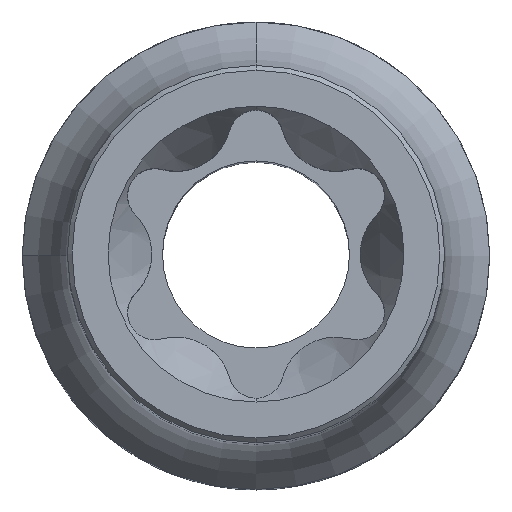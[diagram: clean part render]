
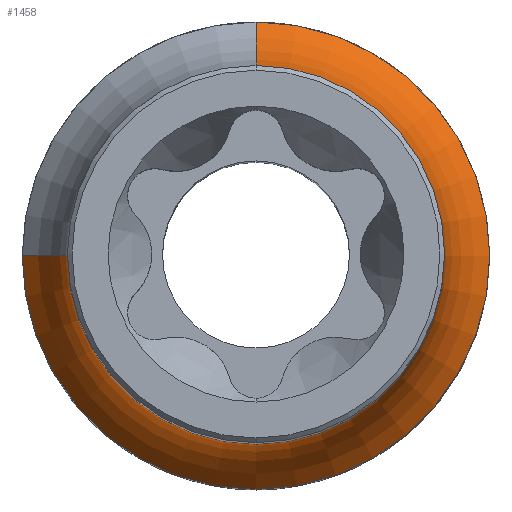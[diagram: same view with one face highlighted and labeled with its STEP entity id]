
A CAD part, top view. The second image highlights one B-rep face of the part: STEP entity #1458.
In plain terms, the highlighted toroidal (fillet/blend) face has major radius 22.1 mm and minor radius 10 mm.
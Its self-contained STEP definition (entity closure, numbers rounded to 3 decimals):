
#160=CARTESIAN_POINT('',(0.,0.,19.));
#161=DIRECTION('',(0.,0.,1.));
#162=DIRECTION('',(1.,0.,0.));
#163=AXIS2_PLACEMENT_3D('',#160,#161,#162);
#393=CARTESIAN_POINT('',(0.,0.,26.042));
#394=DIRECTION('',(0.,0.,1.));
#395=DIRECTION('',(0.,-1.,0.));
#396=AXIS2_PLACEMENT_3D('',#393,#394,#395);
#398=CARTESIAN_POINT('',(0.,0.,19.));
#399=DIRECTION('',(0.,0.,-1.));
#400=DIRECTION('',(1.,0.,0.));
#401=AXIS2_PLACEMENT_3D('',#398,#399,#400);
#403=CARTESIAN_POINT('',(-22.1,0.,26.042));
#404=DIRECTION('',(0.,-1.,0.));
#405=DIRECTION('',(0.71,0.,-0.704));
#406=AXIS2_PLACEMENT_3D('',#403,#404,#405);
#998=CARTESIAN_POINT('',(0.,0.,26.042));
#999=DIRECTION('',(0.,0.,1.));
#1000=DIRECTION('',(-1.,0.,0.));
#1001=AXIS2_PLACEMENT_3D('',#998,#999,#1000);
#1008=CARTESIAN_POINT('',(0.,22.1,26.042));
#1009=DIRECTION('',(-1.,0.,0.));
#1010=DIRECTION('',(0.,-0.71,-0.704));
#1011=AXIS2_PLACEMENT_3D('',#1008,#1009,#1010);
#1104=CARTESIAN_POINT('',(15.,0.,19.));
#1105=CARTESIAN_POINT('',(0.,15.,19.));
#1106=VERTEX_POINT('',#1104);
#1107=VERTEX_POINT('',#1105);
#1108=CARTESIAN_POINT('',(-15.,0.,19.));
#1109=VERTEX_POINT('',#1108);
#1110=CARTESIAN_POINT('',(0.,12.1,26.042));
#1111=CARTESIAN_POINT('',(-12.1,0.,26.042));
#1112=VERTEX_POINT('',#1110);
#1113=VERTEX_POINT('',#1111);
#1114=CARTESIAN_POINT('',(0.,-12.1,26.042));
#1115=VERTEX_POINT('',#1114);
#1441=CARTESIAN_POINT('',(0.,0.,26.042));
#1442=DIRECTION('',(0.,0.,1.));
#1443=DIRECTION('',(-0.012,-1.,0.));
#1444=AXIS2_PLACEMENT_3D('',#1441,#1442,#1443);
#1445=TOROIDAL_SURFACE('',#1444,22.1,10.);
#1447=ORIENTED_EDGE('',*,*,#1446,.T.);
#1449=ORIENTED_EDGE('',*,*,#1448,.F.);
#1450=ORIENTED_EDGE('',*,*,#1284,.F.);
#1451=ORIENTED_EDGE('',*,*,#1393,.T.);
#1453=ORIENTED_EDGE('',*,*,#1452,.T.);
#1455=ORIENTED_EDGE('',*,*,#1454,.T.);
#1456=EDGE_LOOP('',(#1447,#1449,#1450,#1451,#1453,#1455));
#1457=FACE_OUTER_BOUND('',#1456,.F.);
#1458=ADVANCED_FACE('',(#1457),#1445,.F.);
#164=CIRCLE('',#163,15.);
#397=CIRCLE('',#396,12.1);
#402=CIRCLE('',#401,15.);
#407=CIRCLE('',#406,10.);
#1002=CIRCLE('',#1001,12.1);
#1012=CIRCLE('',#1011,10.);
#1284=EDGE_CURVE('',#1106,#1107,#164,.T.);
#1393=EDGE_CURVE('',#1106,#1109,#402,.T.);
#1446=EDGE_CURVE('',#1115,#1112,#397,.T.);
#1448=EDGE_CURVE('',#1107,#1112,#1012,.T.);
#1452=EDGE_CURVE('',#1109,#1113,#407,.T.);
#1454=EDGE_CURVE('',#1113,#1115,#1002,.T.);
